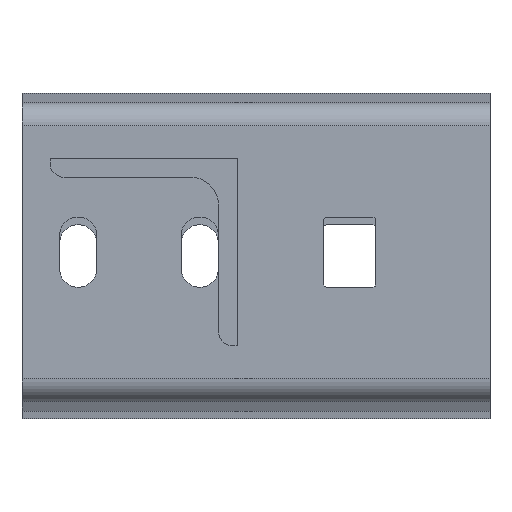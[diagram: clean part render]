
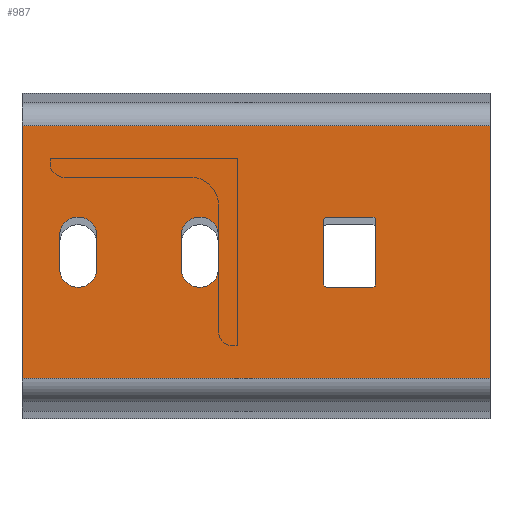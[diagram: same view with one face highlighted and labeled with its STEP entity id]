
A CAD part, top view. The second image highlights one B-rep face of the part: STEP entity #987.
In plain terms, the highlighted face is planar.
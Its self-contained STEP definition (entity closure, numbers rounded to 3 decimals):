
#398=DIRECTION('',(0.,-1.,0.));
#399=VECTOR('',#398,53.959);
#400=CARTESIAN_POINT('',(-50.,26.98,0.));
#401=LINE('',#400,#399);
#402=DIRECTION('',(0.,-1.,0.));
#403=VECTOR('',#402,53.959);
#404=CARTESIAN_POINT('',(50.,26.98,0.));
#405=LINE('',#404,#403);
#406=CARTESIAN_POINT('',(25.,7.,0.));
#407=DIRECTION('',(0.,0.,1.));
#408=DIRECTION('',(1.,0.,0.));
#409=AXIS2_PLACEMENT_3D('',#406,#407,#408);
#411=CARTESIAN_POINT('',(25.,-7.,0.));
#412=DIRECTION('',(0.,0.,1.));
#413=DIRECTION('',(0.,-1.,0.));
#414=AXIS2_PLACEMENT_3D('',#411,#412,#413);
#416=CARTESIAN_POINT('',(15.,-7.,0.));
#417=DIRECTION('',(0.,0.,1.));
#418=DIRECTION('',(-1.,0.,0.));
#419=AXIS2_PLACEMENT_3D('',#416,#417,#418);
#421=CARTESIAN_POINT('',(15.,7.,0.));
#422=DIRECTION('',(0.,0.,1.));
#423=DIRECTION('',(0.,1.,0.));
#424=AXIS2_PLACEMENT_3D('',#421,#422,#423);
#426=CARTESIAN_POINT('',(-12.,-3.5,0.));
#427=DIRECTION('',(0.,0.,1.));
#428=DIRECTION('',(-1.,0.,0.));
#429=AXIS2_PLACEMENT_3D('',#426,#427,#428);
#431=CARTESIAN_POINT('',(-12.,3.5,0.));
#432=DIRECTION('',(0.,0.,1.));
#433=DIRECTION('',(1.,0.,0.));
#434=AXIS2_PLACEMENT_3D('',#431,#432,#433);
#436=CARTESIAN_POINT('',(-38.,-3.5,0.));
#437=DIRECTION('',(0.,0.,1.));
#438=DIRECTION('',(-1.,0.,0.));
#439=AXIS2_PLACEMENT_3D('',#436,#437,#438);
#441=CARTESIAN_POINT('',(-38.,3.5,0.));
#442=DIRECTION('',(0.,0.,1.));
#443=DIRECTION('',(1.,0.,0.));
#444=AXIS2_PLACEMENT_3D('',#441,#442,#443);
#450=DIRECTION('',(1.,0.,0.));
#451=VECTOR('',#450,100.);
#452=CARTESIAN_POINT('',(-50.,-26.98,0.));
#453=LINE('',#452,#451);
#610=DIRECTION('',(-1.,0.,0.));
#611=VECTOR('',#610,100.);
#612=CARTESIAN_POINT('',(50.,26.98,0.));
#613=LINE('',#612,#611);
#660=DIRECTION('',(1.,0.,0.));
#661=VECTOR('',#660,10.);
#662=CARTESIAN_POINT('',(15.,7.5,0.));
#663=LINE('',#662,#661);
#672=DIRECTION('',(0.,-1.,0.));
#673=VECTOR('',#672,14.);
#674=CARTESIAN_POINT('',(25.5,7.,0.));
#675=LINE('',#674,#673);
#684=DIRECTION('',(-1.,0.,0.));
#685=VECTOR('',#684,10.);
#686=CARTESIAN_POINT('',(25.,-7.5,0.));
#687=LINE('',#686,#685);
#696=DIRECTION('',(0.,1.,0.));
#697=VECTOR('',#696,14.);
#698=CARTESIAN_POINT('',(14.5,-7.,0.));
#699=LINE('',#698,#697);
#708=DIRECTION('',(0.,-1.,0.));
#709=VECTOR('',#708,7.);
#710=CARTESIAN_POINT('',(-8.,3.5,0.));
#711=LINE('',#710,#709);
#720=DIRECTION('',(0.,1.,0.));
#721=VECTOR('',#720,7.);
#722=CARTESIAN_POINT('',(-16.,-3.5,0.));
#723=LINE('',#722,#721);
#732=DIRECTION('',(0.,-1.,0.));
#733=VECTOR('',#732,7.);
#734=CARTESIAN_POINT('',(-34.,3.5,0.));
#735=LINE('',#734,#733);
#744=DIRECTION('',(0.,1.,0.));
#745=VECTOR('',#744,7.);
#746=CARTESIAN_POINT('',(-42.,-3.5,0.));
#747=LINE('',#746,#745);
#749=CARTESIAN_POINT('',(-8.,-3.5,0.));
#751=VERTEX_POINT('',#749);
#761=CARTESIAN_POINT('',(50.,26.98,0.));
#763=VERTEX_POINT('',#761);
#764=CARTESIAN_POINT('',(25.5,7.,0.));
#765=CARTESIAN_POINT('',(25.5,-7.,0.));
#766=VERTEX_POINT('',#764);
#767=VERTEX_POINT('',#765);
#768=CARTESIAN_POINT('',(14.5,-7.,0.));
#769=CARTESIAN_POINT('',(15.,-7.5,0.));
#770=VERTEX_POINT('',#768);
#771=VERTEX_POINT('',#769);
#772=CARTESIAN_POINT('',(25.,-7.5,0.));
#773=VERTEX_POINT('',#772);
#790=CARTESIAN_POINT('',(-42.,-3.5,0.));
#791=CARTESIAN_POINT('',(-42.,3.5,0.));
#792=VERTEX_POINT('',#790);
#793=VERTEX_POINT('',#791);
#794=CARTESIAN_POINT('',(50.,-26.98,0.));
#795=VERTEX_POINT('',#794);
#796=CARTESIAN_POINT('',(25.,7.5,0.));
#797=VERTEX_POINT('',#796);
#802=CARTESIAN_POINT('',(-8.,3.5,0.));
#803=VERTEX_POINT('',#802);
#804=CARTESIAN_POINT('',(-16.,-3.5,0.));
#805=CARTESIAN_POINT('',(-16.,3.5,0.));
#806=VERTEX_POINT('',#804);
#807=VERTEX_POINT('',#805);
#816=CARTESIAN_POINT('',(-50.,26.98,0.));
#817=CARTESIAN_POINT('',(-50.,-26.98,0.));
#818=VERTEX_POINT('',#816);
#819=VERTEX_POINT('',#817);
#836=CARTESIAN_POINT('',(15.,7.5,0.));
#837=VERTEX_POINT('',#836);
#840=CARTESIAN_POINT('',(14.5,7.,0.));
#841=VERTEX_POINT('',#840);
#844=CARTESIAN_POINT('',(-34.,3.5,0.));
#845=CARTESIAN_POINT('',(-34.,-3.5,0.));
#846=VERTEX_POINT('',#844);
#847=VERTEX_POINT('',#845);
#935=CARTESIAN_POINT('',(50.,31.25,0.));
#936=DIRECTION('',(0.,0.,1.));
#937=DIRECTION('',(1.,0.,0.));
#938=AXIS2_PLACEMENT_3D('',#935,#936,#937);
#939=PLANE('',#938);
#940=ORIENTED_EDGE('',*,*,#925,.T.);
#942=ORIENTED_EDGE('',*,*,#941,.T.);
#944=ORIENTED_EDGE('',*,*,#943,.F.);
#946=ORIENTED_EDGE('',*,*,#945,.T.);
#947=EDGE_LOOP('',(#940,#942,#944,#946));
#948=FACE_OUTER_BOUND('',#947,.F.);
#950=ORIENTED_EDGE('',*,*,#949,.T.);
#952=ORIENTED_EDGE('',*,*,#951,.F.);
#954=ORIENTED_EDGE('',*,*,#953,.T.);
#956=ORIENTED_EDGE('',*,*,#955,.F.);
#958=ORIENTED_EDGE('',*,*,#957,.T.);
#960=ORIENTED_EDGE('',*,*,#959,.F.);
#962=ORIENTED_EDGE('',*,*,#961,.T.);
#964=ORIENTED_EDGE('',*,*,#963,.F.);
#965=EDGE_LOOP('',(#950,#952,#954,#956,#958,#960,#962,#964));
#966=FACE_BOUND('',#965,.F.);
#968=ORIENTED_EDGE('',*,*,#967,.T.);
#970=ORIENTED_EDGE('',*,*,#969,.F.);
#972=ORIENTED_EDGE('',*,*,#971,.T.);
#974=ORIENTED_EDGE('',*,*,#973,.F.);
#975=EDGE_LOOP('',(#968,#970,#972,#974));
#976=FACE_BOUND('',#975,.F.);
#978=ORIENTED_EDGE('',*,*,#977,.T.);
#980=ORIENTED_EDGE('',*,*,#979,.F.);
#982=ORIENTED_EDGE('',*,*,#981,.T.);
#984=ORIENTED_EDGE('',*,*,#983,.F.);
#985=EDGE_LOOP('',(#978,#980,#982,#984));
#986=FACE_BOUND('',#985,.F.);
#987=ADVANCED_FACE('',(#948,#966,#976,#986),#939,.F.);
#410=CIRCLE('',#409,0.5);
#415=CIRCLE('',#414,0.5);
#420=CIRCLE('',#419,0.5);
#425=CIRCLE('',#424,0.5);
#430=CIRCLE('',#429,4.);
#435=CIRCLE('',#434,4.);
#440=CIRCLE('',#439,4.);
#445=CIRCLE('',#444,4.);
#925=EDGE_CURVE('',#818,#819,#401,.T.);
#941=EDGE_CURVE('',#819,#795,#453,.T.);
#943=EDGE_CURVE('',#763,#795,#405,.T.);
#945=EDGE_CURVE('',#763,#818,#613,.T.);
#949=EDGE_CURVE('',#837,#797,#663,.T.);
#951=EDGE_CURVE('',#766,#797,#410,.T.);
#953=EDGE_CURVE('',#766,#767,#675,.T.);
#955=EDGE_CURVE('',#773,#767,#415,.T.);
#957=EDGE_CURVE('',#773,#771,#687,.T.);
#959=EDGE_CURVE('',#770,#771,#420,.T.);
#961=EDGE_CURVE('',#770,#841,#699,.T.);
#963=EDGE_CURVE('',#837,#841,#425,.T.);
#967=EDGE_CURVE('',#803,#751,#711,.T.);
#969=EDGE_CURVE('',#806,#751,#430,.T.);
#971=EDGE_CURVE('',#806,#807,#723,.T.);
#973=EDGE_CURVE('',#803,#807,#435,.T.);
#977=EDGE_CURVE('',#846,#847,#735,.T.);
#979=EDGE_CURVE('',#792,#847,#440,.T.);
#981=EDGE_CURVE('',#792,#793,#747,.T.);
#983=EDGE_CURVE('',#846,#793,#445,.T.);
